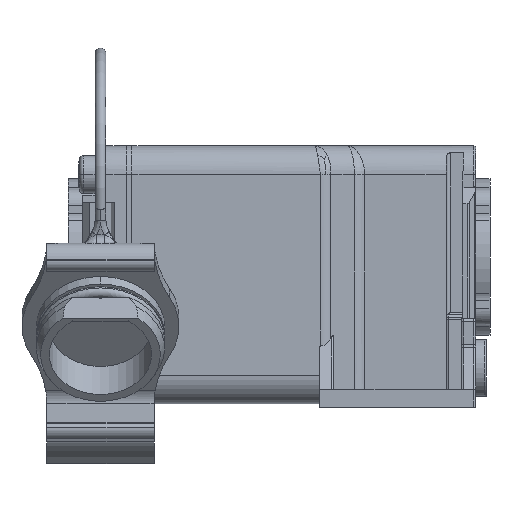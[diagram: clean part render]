
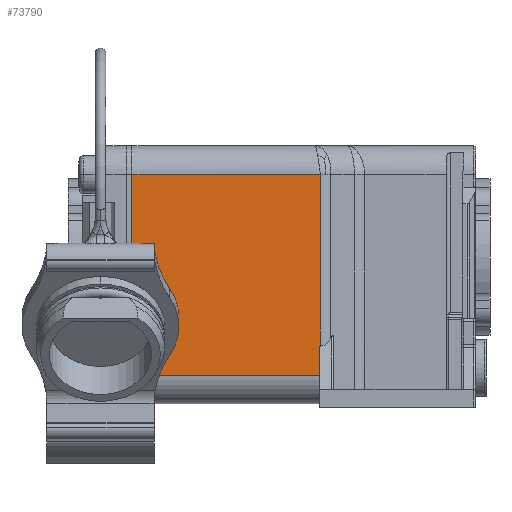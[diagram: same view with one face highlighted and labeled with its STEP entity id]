
A CAD part, left-side view. The second image highlights one B-rep face of the part: STEP entity #73790.
In plain terms, the highlighted planar face has unit normal (-1, 0, 0).
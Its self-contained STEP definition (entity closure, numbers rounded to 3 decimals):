
#1240=CARTESIAN_POINT('',(-18.,15.335,32.32));
#1250=VERTEX_POINT('',#1240);
#1380=CARTESIAN_POINT('',(-18.,15.335,12.34));
#1390=DIRECTION('',(0.,0.,1.));
#1400=VECTOR('',#1390,1.);
#1410=LINE('',#1380,#1400);
#28890=CARTESIAN_POINT('',(-18.,-12.665,12.34));
#28900=DIRECTION('',(0.,0.,-1.));
#28910=VECTOR('',#28900,1.);
#28920=LINE('',#28890,#28910);
#28950=CARTESIAN_POINT('',(-18.,-12.665,32.32));
#28960=VERTEX_POINT('',#28950);
#29240=CARTESIAN_POINT('',(-18.,15.335,24.97));
#29250=DIRECTION('',(-1.,0.,0.));
#29260=DIRECTION('',(0.,-1.,0.));
#29270=AXIS2_PLACEMENT_3D('',#29240,#29250,#29260);
#29280=PLANE('',#29270);
#29360=CARTESIAN_POINT('',(-18.,10.877,32.32));
#29370=DIRECTION('',(0.,-1.,0.));
#29380=VECTOR('',#29370,1.);
#29390=LINE('',#29360,#29380);
#29400=EDGE_CURVE('',#1250,#28960,#29390,.T.);
#73230=CARTESIAN_POINT('',(-18.,15.335,6.12));
#73240=VERTEX_POINT('',#73230);
#73250=EDGE_CURVE('',#73240,#1250,#1410,.T.);
#73490=CARTESIAN_POINT('',(-18.,-12.665,5.998));
#73500=VERTEX_POINT('',#73490);
#73510=EDGE_CURVE('',#28960,#73500,#28920,.T.);
#73520=ORIENTED_EDGE('',*,*,#73510,.F.);
#73530=CARTESIAN_POINT('',(-18.,10.877,5.998));
#73540=DIRECTION('',(0.,1.,0.));
#73550=VECTOR('',#73540,1.);
#73560=LINE('',#73530,#73550);
#73570=CARTESIAN_POINT('',(-18.,11.273,5.998));
#73580=VERTEX_POINT('',#73570);
#73590=EDGE_CURVE('',#73500,#73580,#73560,.T.);
#73600=ORIENTED_EDGE('',*,*,#73590,.F.);
#73610=CARTESIAN_POINT('',(-18.,11.273,12.34));
#73620=DIRECTION('',(0.,0.,-1.));
#73630=VECTOR('',#73620,1.);
#73640=LINE('',#73610,#73630);
#73650=CARTESIAN_POINT('',(-18.,11.273,6.12));
#73660=VERTEX_POINT('',#73650);
#73670=EDGE_CURVE('',#73660,#73580,#73640,.T.);
#73680=ORIENTED_EDGE('',*,*,#73670,.T.);
#73690=CARTESIAN_POINT('',(-18.,10.877,6.12));
#73700=DIRECTION('',(0.,1.,0.));
#73710=VECTOR('',#73700,1.);
#73720=LINE('',#73690,#73710);
#73730=EDGE_CURVE('',#73660,#73240,#73720,.T.);
#73740=ORIENTED_EDGE('',*,*,#73730,.F.);
#73750=ORIENTED_EDGE('',*,*,#73250,.F.);
#73760=ORIENTED_EDGE('',*,*,#29400,.F.);
#73770=EDGE_LOOP('',(#73760,#73750,#73740,#73680,#73600,#73520));
#73780=FACE_OUTER_BOUND('',#73770,.T.);
#73790=ADVANCED_FACE('',(#73780),#29280,.T.);
